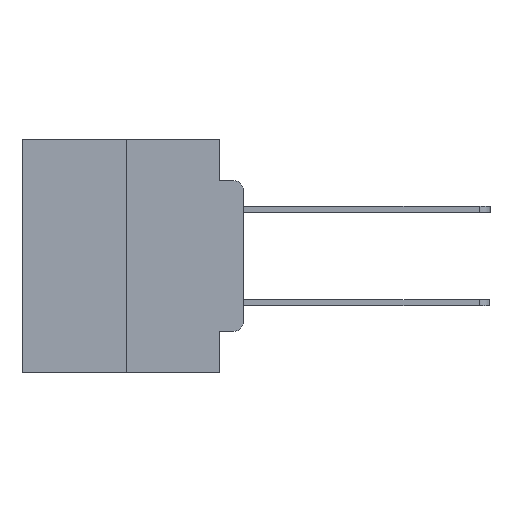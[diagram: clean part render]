
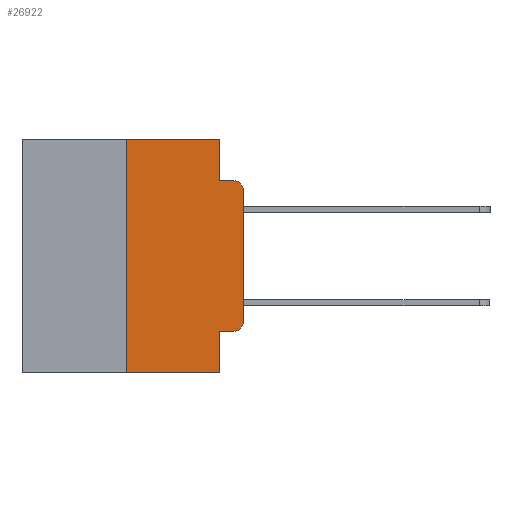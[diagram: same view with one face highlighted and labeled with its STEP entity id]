
A CAD part, left-side view. The second image highlights one B-rep face of the part: STEP entity #26922.
In plain terms, the highlighted planar face has unit normal (-1, 0, 0).
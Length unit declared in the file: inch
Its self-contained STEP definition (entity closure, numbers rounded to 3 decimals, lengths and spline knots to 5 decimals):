
#308 = DIRECTION ( 'NONE',  ( 0., 0., -1. ) ) ;
#835 = CARTESIAN_POINT ( 'NONE',  ( 0., 0.051, -0.4115 ) ) ;
#1330 = DIRECTION ( 'NONE',  ( 0., 0., -1. ) ) ;
#1479 = LINE ( 'NONE', #12237, #24329 ) ;
#2184 = VECTOR ( 'NONE', #23276, 39.37008 ) ;
#2236 = VERTEX_POINT ( 'NONE', #9946 ) ;
#2500 = CARTESIAN_POINT ( 'NONE',  ( 0., 0.051, 0. ) ) ;
#2581 = CARTESIAN_POINT ( 'NONE',  ( 0., 0.25, 0. ) ) ;
#2846 = ORIENTED_EDGE ( 'NONE', *, *, #27754, .T. ) ;
#2985 = VERTEX_POINT ( 'NONE', #16173 ) ;
#3179 = CARTESIAN_POINT ( 'NONE',  ( 0., 0., 0. ) ) ;
#3796 = FACE_OUTER_BOUND ( 'NONE', #18090, .T. ) ;
#3843 = CARTESIAN_POINT ( 'NONE',  ( 0., 0., -0.3915 ) ) ;
#4027 = ORIENTED_EDGE ( 'NONE', *, *, #20776, .F. ) ;
#4091 = VECTOR ( 'NONE', #21925, 39.37008 ) ;
#4533 = ORIENTED_EDGE ( 'NONE', *, *, #26359, .T. ) ;
#5610 = ORIENTED_EDGE ( 'NONE', *, *, #18658, .F. ) ;
#6251 = CARTESIAN_POINT ( 'NONE',  ( 0., 0.473, -0.5 ) ) ;
#6631 = LINE ( 'NONE', #24938, #18653 ) ;
#6857 = EDGE_CURVE ( 'NONE', #23582, #11761, #19204, .T. ) ;
#7589 = CARTESIAN_POINT ( 'NONE',  ( 0., 0., -0.1085 ) ) ;
#7619 = DIRECTION ( 'NONE',  ( 0., 0., 1. ) ) ;
#8131 = ORIENTED_EDGE ( 'NONE', *, *, #17931, .T. ) ;
#8507 = AXIS2_PLACEMENT_3D ( 'NONE', #10016, #24792, #12144 ) ;
#8565 = DIRECTION ( 'NONE',  ( 0., -1., 0. ) ) ;
#9243 = CARTESIAN_POINT ( 'NONE',  ( 0., 0.02, -0.1085 ) ) ;
#9652 = ORIENTED_EDGE ( 'NONE', *, *, #24966, .F. ) ;
#9946 = CARTESIAN_POINT ( 'NONE',  ( 0., 0.02, -0.4115 ) ) ;
#10016 = CARTESIAN_POINT ( 'NONE',  ( 0., 0.02, -0.3915 ) ) ;
#10216 = VECTOR ( 'NONE', #7619, 39.37008 ) ;
#11371 = DIRECTION ( 'NONE',  ( 0., 0., -1. ) ) ;
#11516 = AXIS2_PLACEMENT_3D ( 'NONE', #21782, #13440, #308 ) ;
#11761 = VERTEX_POINT ( 'NONE', #16442 ) ;
#11961 = VECTOR ( 'NONE', #8565, 39.37008 ) ;
#12035 = DIRECTION ( 'NONE',  ( 0., 0., 1. ) ) ;
#12144 = DIRECTION ( 'NONE',  ( 0., 0., -1. ) ) ;
#12177 = ORIENTED_EDGE ( 'NONE', *, *, #6857, .T. ) ;
#12237 = CARTESIAN_POINT ( 'NONE',  ( 0., 0.051, 0. ) ) ;
#12316 = ORIENTED_EDGE ( 'NONE', *, *, #23560, .F. ) ;
#12623 = LINE ( 'NONE', #19125, #11961 ) ;
#13440 = DIRECTION ( 'NONE',  ( 1., 0., 0. ) ) ;
#13466 = VECTOR ( 'NONE', #12035, 39.37008 ) ;
#13583 = VECTOR ( 'NONE', #23621, 39.37008 ) ;
#13737 = LINE ( 'NONE', #27458, #2184 ) ;
#14016 = AXIS2_PLACEMENT_3D ( 'NONE', #9243, #24031, #11371 ) ;
#14153 = LINE ( 'NONE', #26781, #13466 ) ;
#14225 = VERTEX_POINT ( 'NONE', #2581 ) ;
#14243 = VERTEX_POINT ( 'NONE', #19791 ) ;
#15572 = ORIENTED_EDGE ( 'NONE', *, *, #19331, .T. ) ;
#16173 = CARTESIAN_POINT ( 'NONE',  ( 0., 0.051, 0. ) ) ;
#16442 = CARTESIAN_POINT ( 'NONE',  ( 0., 0.051, -0.5 ) ) ;
#16563 = VERTEX_POINT ( 'NONE', #3843 ) ;
#16589 = DIRECTION ( 'NONE',  ( 0., -1., 0. ) ) ;
#17304 = CIRCLE ( 'NONE', #14016, 0.02 ) ;
#17931 = EDGE_CURVE ( 'NONE', #2236, #16563, #26482, .T. ) ;
#18090 = EDGE_LOOP ( 'NONE', ( #2846, #4533, #9652, #12316, #5610, #22036, #12177, #4027, #15572, #8131 ) ) ;
#18653 = VECTOR ( 'NONE', #16589, 39.37008 ) ;
#18658 = EDGE_CURVE ( 'NONE', #14225, #2985, #6631, .T. ) ;
#19125 = CARTESIAN_POINT ( 'NONE',  ( 0., 0.051, -0.4115 ) ) ;
#19204 = LINE ( 'NONE', #6251, #13583 ) ;
#19331 = EDGE_CURVE ( 'NONE', #23429, #2236, #12623, .T. ) ;
#19683 = VERTEX_POINT ( 'NONE', #7589 ) ;
#19791 = CARTESIAN_POINT ( 'NONE',  ( 0., 0.051, -0.0885 ) ) ;
#20776 = EDGE_CURVE ( 'NONE', #23429, #11761, #27372, .T. ) ;
#20790 = CARTESIAN_POINT ( 'NONE',  ( 0., 0.25, -0.5 ) ) ;
#21782 = CARTESIAN_POINT ( 'NONE',  ( 0., 0.473, 0. ) ) ;
#21852 = VERTEX_POINT ( 'NONE', #23427 ) ;
#21925 = DIRECTION ( 'NONE',  ( 0., 0., -1. ) ) ;
#22036 = ORIENTED_EDGE ( 'NONE', *, *, #22168, .F. ) ;
#22144 = LINE ( 'NONE', #3179, #10216 ) ;
#22168 = EDGE_CURVE ( 'NONE', #23582, #14225, #14153, .T. ) ;
#23276 = DIRECTION ( 'NONE',  ( 0., -1., 0. ) ) ;
#23427 = CARTESIAN_POINT ( 'NONE',  ( 0., 0.02, -0.0885 ) ) ;
#23429 = VERTEX_POINT ( 'NONE', #835 ) ;
#23560 = EDGE_CURVE ( 'NONE', #2985, #14243, #1479, .T. ) ;
#23582 = VERTEX_POINT ( 'NONE', #20790 ) ;
#23621 = DIRECTION ( 'NONE',  ( 0., -1., 0. ) ) ;
#23961 = PLANE ( 'NONE',  #11516 ) ;
#24031 = DIRECTION ( 'NONE',  ( -1., 0., 0. ) ) ;
#24329 = VECTOR ( 'NONE', #1330, 39.37008 ) ;
#24792 = DIRECTION ( 'NONE',  ( -1., 0., 0. ) ) ;
#24938 = CARTESIAN_POINT ( 'NONE',  ( 0., 0.473, 0. ) ) ;
#24966 = EDGE_CURVE ( 'NONE', #14243, #21852, #13737, .T. ) ;
#26359 = EDGE_CURVE ( 'NONE', #19683, #21852, #17304, .T. ) ;
#26482 = CIRCLE ( 'NONE', #8507, 0.02 ) ;
#26781 = CARTESIAN_POINT ( 'NONE',  ( 0., 0.25, 0. ) ) ;
#26922 = ADVANCED_FACE ( 'NONE', ( #3796 ), #23961, .F. ) ;
#27372 = LINE ( 'NONE', #2500, #4091 ) ;
#27458 = CARTESIAN_POINT ( 'NONE',  ( 0., 0.051, -0.0885 ) ) ;
#27754 = EDGE_CURVE ( 'NONE', #16563, #19683, #22144, .T. ) ;
